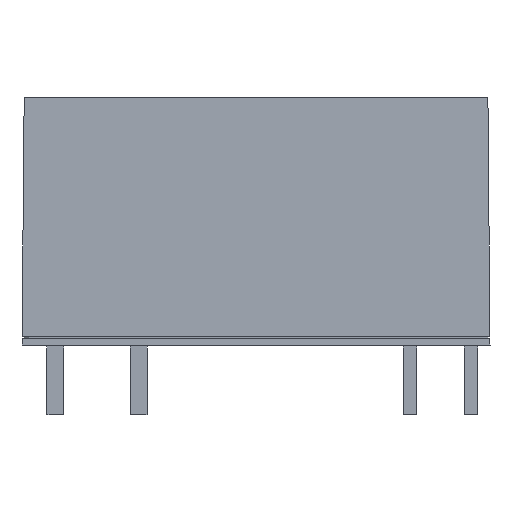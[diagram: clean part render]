
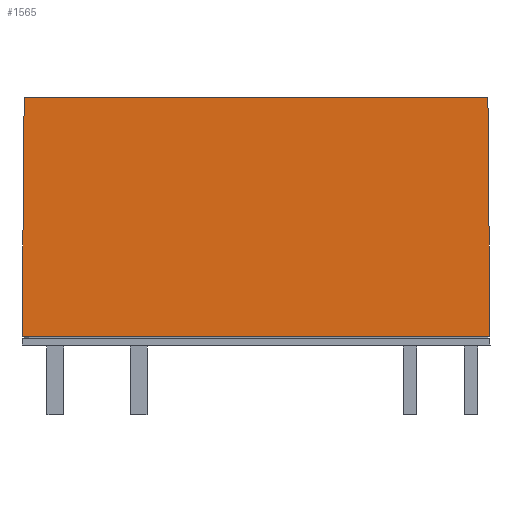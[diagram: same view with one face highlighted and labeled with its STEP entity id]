
A CAD part, left-side view. The second image highlights one B-rep face of the part: STEP entity #1565.
In plain terms, the highlighted face is planar.
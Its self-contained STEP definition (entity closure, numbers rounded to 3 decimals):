
#101=VERTEX_POINT('',#2013);
#103=VERTEX_POINT('',#2017);
#129=VERTEX_POINT('',#2093);
#208=VERTEX_POINT('',#2338);
#248=VECTOR('',#1692,1.);
#287=VECTOR('',#1743,1.);
#404=VECTOR('',#1908,1.);
#422=VECTOR('',#1932,1.);
#464=LINE('',#2018,#248);
#503=LINE('',#2096,#287);
#620=LINE('',#2339,#404);
#638=LINE('',#2371,#422);
#680=EDGE_CURVE('',#103,#101,#464,.T.);
#719=EDGE_CURVE('',#129,#101,#503,.T.);
#836=EDGE_CURVE('',#103,#208,#620,.T.);
#854=EDGE_CURVE('',#208,#129,#638,.T.);
#1230=ORIENTED_EDGE('',*,*,#719,.T.);
#1231=ORIENTED_EDGE('',*,*,#680,.F.);
#1232=ORIENTED_EDGE('',*,*,#836,.T.);
#1233=ORIENTED_EDGE('',*,*,#854,.T.);
#1386=EDGE_LOOP('',(#1230,#1231,#1232,#1233));
#1480=FACE_BOUND('',#1386,.T.);
#1565=ADVANCED_FACE('',(#1480),#2485,.T.);
#1649=AXIS2_PLACEMENT_3D('',#2370,#1931,$);
#1692=DIRECTION('',(0.,1.,0.));
#1743=DIRECTION('',(1.,-0.008,0.009));
#1908=DIRECTION('',(-1.,-0.009,-0.009));
#1931=DIRECTION('',(0.009,0.,-1.));
#1932=DIRECTION('',(0.,1.,0.));
#2013=CARTESIAN_POINT('',(-33.251,-8.983,-12.574));
#2017=CARTESIAN_POINT('',(-33.251,-36.979,-12.574));
#2018=CARTESIAN_POINT('',(-33.251,-36.979,-12.574));
#2093=CARTESIAN_POINT('',(-47.679,-8.862,-12.7));
#2096=CARTESIAN_POINT('',(-47.679,-8.862,-12.7));
#2338=CARTESIAN_POINT('',(-47.679,-37.105,-12.7));
#2339=CARTESIAN_POINT('',(-33.251,-36.979,-12.574));
#2370=CARTESIAN_POINT('',(-40.713,-22.984,-12.639));
#2371=CARTESIAN_POINT('',(-47.679,-37.105,-12.7));
#2485=PLANE('',#1649);
